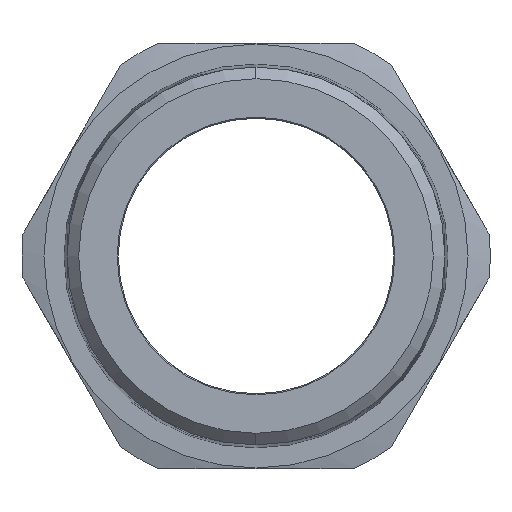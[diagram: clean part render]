
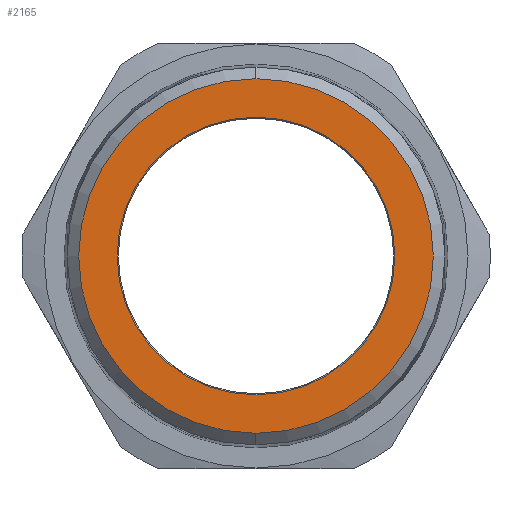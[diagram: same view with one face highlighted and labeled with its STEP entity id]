
A CAD part, left-side view. The second image highlights one B-rep face of the part: STEP entity #2165.
In plain terms, the highlighted planar face has unit normal (-1, 0, 0).
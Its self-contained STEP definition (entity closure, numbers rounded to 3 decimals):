
#13 = EDGE_CURVE ( 'NONE', #2645, #49, #1787, .T. ) ;
#15 = CARTESIAN_POINT ( 'NONE',  ( -77.4, 0., 0. ) ) ;
#32 = CARTESIAN_POINT ( 'NONE',  ( -77.4, 0., 0. ) ) ;
#49 = VERTEX_POINT ( 'NONE', #1284 ) ;
#178 = CIRCLE ( 'NONE', #1325, 41.15 ) ;
#332 = AXIS2_PLACEMENT_3D ( 'NONE', #2413, #2703, #2946 ) ;
#357 = PLANE ( 'NONE',  #332 ) ;
#549 = DIRECTION ( 'NONE',  ( 0., 0., 1. ) ) ;
#819 = DIRECTION ( 'NONE',  ( 1., 0., 0. ) ) ;
#909 = EDGE_CURVE ( 'NONE', #2666, #2102, #2983, .T. ) ;
#925 = CIRCLE ( 'NONE', #3108, 32.225 ) ;
#930 = EDGE_CURVE ( 'NONE', #2102, #2666, #925, .T. ) ;
#1073 = AXIS2_PLACEMENT_3D ( 'NONE', #32, #2106, #3140 ) ;
#1187 = AXIS2_PLACEMENT_3D ( 'NONE', #2887, #1824, #1565 ) ;
#1284 = CARTESIAN_POINT ( 'NONE',  ( -77.4, 0., 41.15 ) ) ;
#1325 = AXIS2_PLACEMENT_3D ( 'NONE', #2508, #2473, #1688 ) ;
#1336 = ORIENTED_EDGE ( 'NONE', *, *, #909, .T. ) ;
#1359 = ORIENTED_EDGE ( 'NONE', *, *, #13, .T. ) ;
#1565 = DIRECTION ( 'NONE',  ( 0., 0., 1. ) ) ;
#1581 = ORIENTED_EDGE ( 'NONE', *, *, #930, .T. ) ;
#1611 = ORIENTED_EDGE ( 'NONE', *, *, #2356, .T. ) ;
#1688 = DIRECTION ( 'NONE',  ( 0., 0., 1. ) ) ;
#1783 = EDGE_LOOP ( 'NONE', ( #1581, #1336 ) ) ;
#1787 = CIRCLE ( 'NONE', #1187, 41.15 ) ;
#1824 = DIRECTION ( 'NONE',  ( -1., 0., 0. ) ) ;
#1825 = CARTESIAN_POINT ( 'NONE',  ( -77.4, 0., -41.15 ) ) ;
#2016 = FACE_OUTER_BOUND ( 'NONE', #2549, .T. ) ;
#2102 = VERTEX_POINT ( 'NONE', #3328 ) ;
#2106 = DIRECTION ( 'NONE',  ( 1., 0., 0. ) ) ;
#2165 = ADVANCED_FACE ( 'NONE', ( #2761, #2016 ), #357, .T. ) ;
#2356 = EDGE_CURVE ( 'NONE', #49, #2645, #178, .T. ) ;
#2413 = CARTESIAN_POINT ( 'NONE',  ( -77.4, 0., 0. ) ) ;
#2473 = DIRECTION ( 'NONE',  ( -1., 0., 0. ) ) ;
#2508 = CARTESIAN_POINT ( 'NONE',  ( -77.4, 0., 0. ) ) ;
#2549 = EDGE_LOOP ( 'NONE', ( #1359, #1611 ) ) ;
#2612 = CARTESIAN_POINT ( 'NONE',  ( -77.4, 0., -32.225 ) ) ;
#2645 = VERTEX_POINT ( 'NONE', #1825 ) ;
#2666 = VERTEX_POINT ( 'NONE', #2612 ) ;
#2703 = DIRECTION ( 'NONE',  ( -1., 0., 0. ) ) ;
#2761 = FACE_BOUND ( 'NONE', #1783, .T. ) ;
#2887 = CARTESIAN_POINT ( 'NONE',  ( -77.4, 0., 0. ) ) ;
#2946 = DIRECTION ( 'NONE',  ( 0., 0., 1. ) ) ;
#2983 = CIRCLE ( 'NONE', #1073, 32.225 ) ;
#3108 = AXIS2_PLACEMENT_3D ( 'NONE', #15, #819, #549 ) ;
#3140 = DIRECTION ( 'NONE',  ( 0., 0., 1. ) ) ;
#3328 = CARTESIAN_POINT ( 'NONE',  ( -77.4, 0., 32.225 ) ) ;
